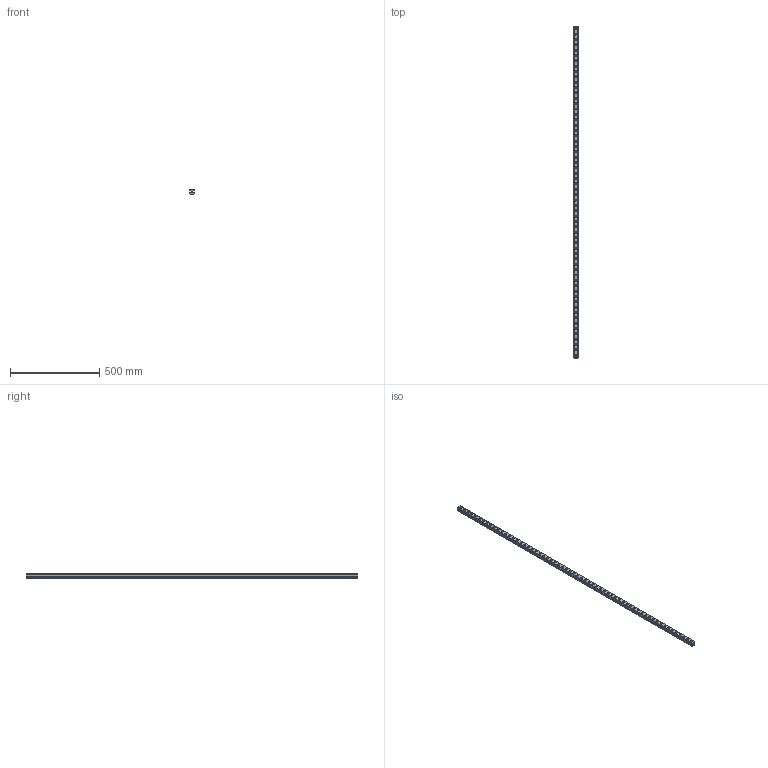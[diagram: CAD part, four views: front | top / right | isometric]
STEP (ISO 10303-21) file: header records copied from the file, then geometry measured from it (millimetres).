
FILE_DESCRIPTION(('STEP AP214'),'1');
FILE_NAME('cctmp_8E751DA4-FCC9-453D-9077-C930A96CE54C_2021_03_10_17_46_08_0218..stp','2021-03-10T16:46:08',('HIWIN GmbH'),('CADClick - www.CADClick.com'),'Spatial InterOp 3D',' ','unknown authorization');
FILE_SCHEMA(('AUTOMOTIVE_DESIGN'));
Length unit declared in the file: millimetre
Products named in the file (1): RGR25R1860H_FILE
Bounding box: 23 x 1860 x 23.6 mm (x, y, z)
Volume: 745893.7 mm3; surface area: 231148.9 mm2
Topology: 1 solids, 1 shells, 675 faces, 1449 edges, 966 vertices
Faces by surface type: cylinder 390, plane 285
Entity records: 24067 total; most frequent: DIRECTION 3581, CARTESIAN_POINT 3091, ORIENTED_EDGE 2898, AXIS2_PLACEMENT_3D 1456, EDGE_CURVE 1449, VERTEX_POINT 966, EDGE_LOOP 865, CIRCLE 780
